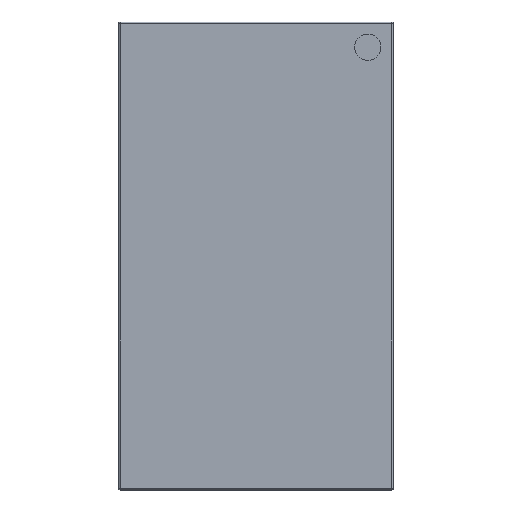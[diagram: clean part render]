
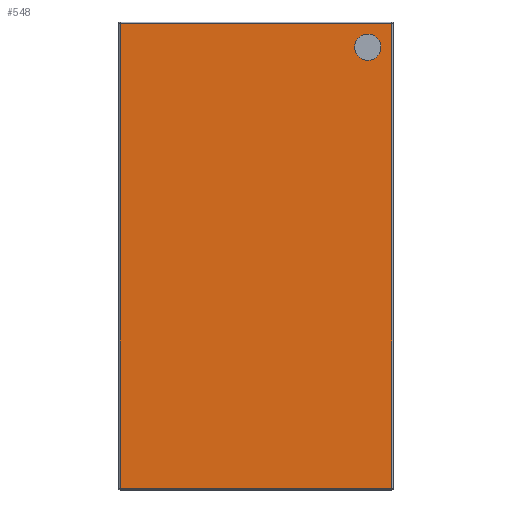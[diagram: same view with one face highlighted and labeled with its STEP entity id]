
A CAD part, top view. The second image highlights one B-rep face of the part: STEP entity #548.
In plain terms, the highlighted planar face has unit normal (0, 0, 1).
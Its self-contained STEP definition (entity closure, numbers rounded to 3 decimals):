
#43=LINE('',#935,#68);
#44=LINE('',#937,#69);
#45=LINE('',#939,#70);
#46=LINE('',#940,#71);
#68=VECTOR('',#740,1000.);
#69=VECTOR('',#741,1000.);
#70=VECTOR('',#742,1000.);
#71=VECTOR('',#743,1000.);
#81=PLANE('',#614);
#92=FACE_BOUND('',#158,.T.);
#113=FACE_OUTER_BOUND('',#157,.T.);
#157=EDGE_LOOP('',(#389,#390,#391,#392));
#158=EDGE_LOOP('',(#393));
#206=CIRCLE('',#615,0.073);
#272=VERTEX_POINT('',#933);
#273=VERTEX_POINT('',#934);
#274=VERTEX_POINT('',#936);
#275=VERTEX_POINT('',#938);
#276=VERTEX_POINT('',#941);
#314=EDGE_CURVE('',#272,#273,#43,.T.);
#315=EDGE_CURVE('',#273,#274,#44,.T.);
#316=EDGE_CURVE('',#274,#275,#45,.T.);
#317=EDGE_CURVE('',#275,#272,#46,.T.);
#318=EDGE_CURVE('',#276,#276,#206,.T.);
#389=ORIENTED_EDGE('',*,*,#314,.T.);
#390=ORIENTED_EDGE('',*,*,#315,.T.);
#391=ORIENTED_EDGE('',*,*,#316,.T.);
#392=ORIENTED_EDGE('',*,*,#317,.T.);
#393=ORIENTED_EDGE('',*,*,#318,.F.);
#548=ADVANCED_FACE('',(#113,#92),#81,.T.);
#614=AXIS2_PLACEMENT_3D('',#932,#738,#739);
#615=AXIS2_PLACEMENT_3D('',#942,#744,#745);
#738=DIRECTION('center_axis',(0.,0.,1.));
#739=DIRECTION('ref_axis',(1.,0.,0.));
#740=DIRECTION('',(0.,-1.,0.));
#741=DIRECTION('',(1.,0.,0.));
#742=DIRECTION('',(0.,1.,0.));
#743=DIRECTION('',(-1.,0.,0.));
#744=DIRECTION('center_axis',(0.,0.,1.));
#745=DIRECTION('ref_axis',(1.,0.,0.));
#932=CARTESIAN_POINT('Origin',(0.,0.,0.178));
#933=CARTESIAN_POINT('',(-0.756,1.294,0.178));
#934=CARTESIAN_POINT('',(-0.756,-1.294,0.178));
#935=CARTESIAN_POINT('',(-0.756,-1.304,0.178));
#936=CARTESIAN_POINT('',(0.756,-1.294,0.178));
#937=CARTESIAN_POINT('',(0.766,-1.294,0.178));
#938=CARTESIAN_POINT('',(0.756,1.294,0.178));
#939=CARTESIAN_POINT('',(0.756,1.304,0.178));
#940=CARTESIAN_POINT('',(-0.766,1.294,0.178));
#941=CARTESIAN_POINT('',(0.697,1.163,0.178));
#942=CARTESIAN_POINT('Origin',(0.623,1.163,0.178));
